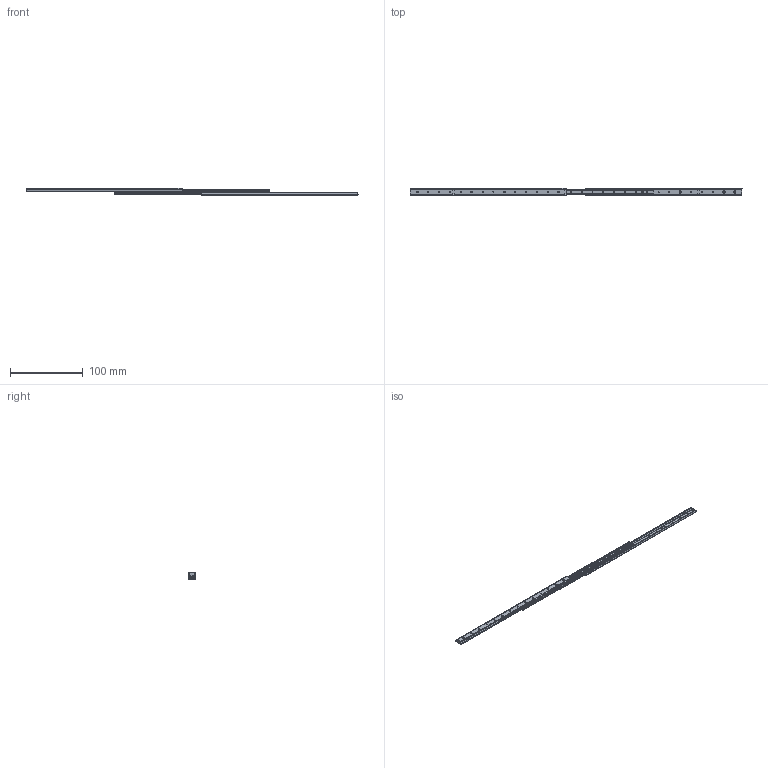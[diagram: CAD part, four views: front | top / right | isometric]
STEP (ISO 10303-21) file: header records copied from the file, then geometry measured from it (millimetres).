
FILE_DESCRIPTION (( 'STEP AP203' ), '1' );
FILE_NAME ('K-1372-22_OPEN.STEP', '2022-03-01T02:28:52', ( '' ), ( '' ), 'SwSTEP 2.0', 'SolidWorks 2021', '' );
FILE_SCHEMA (( 'CONFIG_CONTROL_DESIGN' ));
Length unit declared in the file: millimetre
Products named in the file (4): K-1372-22_outer rail_; K-1372-22_OPEN; K-1372-22_inner rail_; K-1372-22_inner rail assy_
Assembly tree (5 placements, depth 3):
  K-1372-22_OPEN
    K-1372-22_outer rail_  x2
    K-1372-22_inner rail assy_
      K-1372-22_inner rail_  x2
Bounding box: 457.5 x 10.59 x 10 mm (x, y, z)
Volume: 6096.1 mm3; surface area: 25471.5 mm2
Topology: 4 solids, 4 shells, 518 faces, 1512 edges, 992 vertices
Faces by surface type: cylinder 322, plane 160, bspline 36
Entity records: 9753 total; most frequent: CARTESIAN_POINT 2418, ORIENTED_EDGE 1512, DIRECTION 1376, EDGE_CURVE 756, AXIS2_PLACEMENT_3D 516, VERTEX_POINT 496, VECTOR 344, LINE 344
